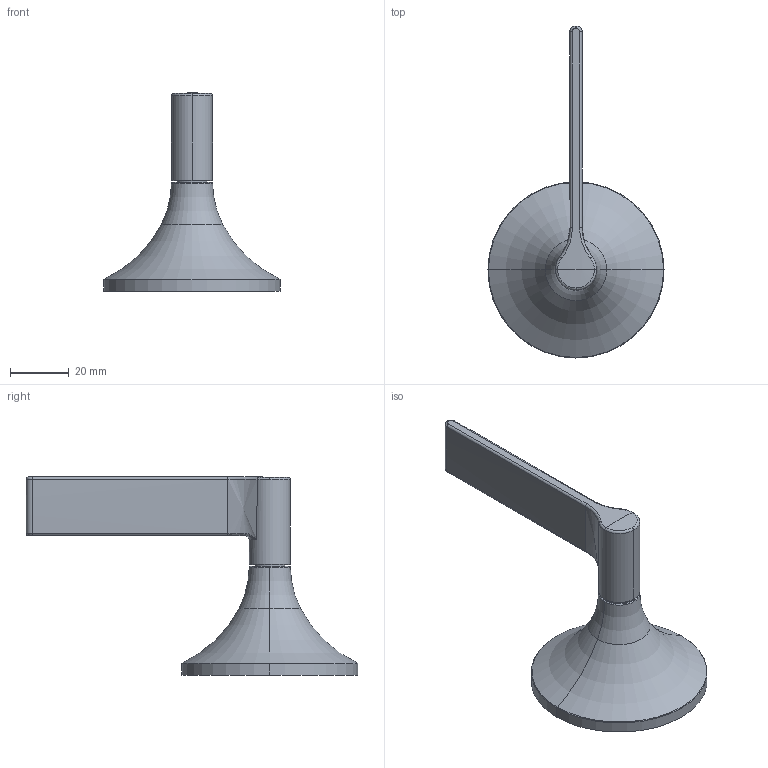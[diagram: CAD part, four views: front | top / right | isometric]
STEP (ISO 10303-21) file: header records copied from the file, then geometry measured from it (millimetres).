
FILE_DESCRIPTION (( 'STEP AP203' ), '1' );
FILE_NAME ('36607819-00.STEP', '2019-09-16T08:27:06', ( '' ), ( '' ), 'SwSTEP 2.0', 'SolidWorks 2017', '' );
FILE_SCHEMA (( 'CONFIG_CONTROL_DESIGN' ));
Length unit declared in the file: millimetre
Products named in the file (3): 36607819-00; Planungsmodell_Rosette-+-09.27.80.010.90-01_K1_D60x37; Planungsmodell_Griff-+-09.20.80.012-01_K1
Assembly tree (2 placements, depth 2):
  36607819-00
    Planungsmodell_Rosette-+-09.27.80.010.90-01_K1_D60x37
    Planungsmodell_Griff-+-09.20.80.012-01_K1
Bounding box: 60 x 113 x 67.5 mm (x, y, z)
Volume: 46536.9 mm3; surface area: 12968.9 mm2
Topology: 2 solids, 2 shells, 56 faces, 120 edges, 67 vertices
Faces by surface type: torus 16, cylinder 16, bspline 16, plane 7, sphere 1
Entity records: 2292 total; most frequent: CARTESIAN_POINT 887, ORIENTED_EDGE 236, DIRECTION 236, EDGE_CURVE 118, AXIS2_PLACEMENT_3D 108, VERTEX_POINT 67, CIRCLE 63, EDGE_LOOP 57
